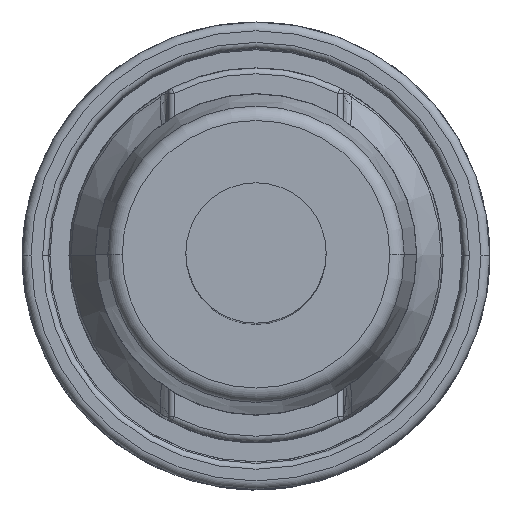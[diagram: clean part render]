
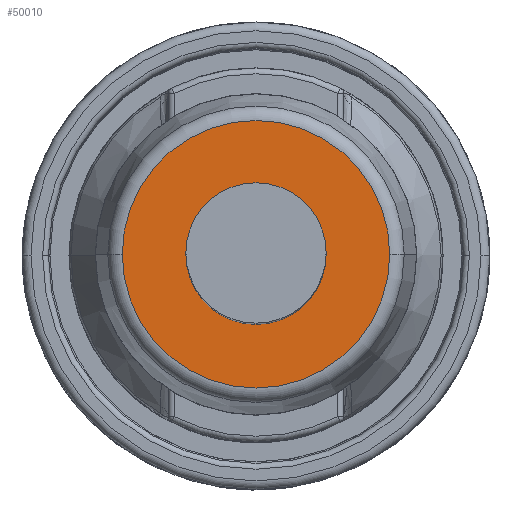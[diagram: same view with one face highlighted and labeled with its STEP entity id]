
A CAD part, top view. The second image highlights one B-rep face of the part: STEP entity #50010.
In plain terms, the highlighted planar face has unit normal (0, 0, 1).
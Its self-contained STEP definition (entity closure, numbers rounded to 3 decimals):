
#1408 = AXIS2_PLACEMENT_3D ( 'NONE', #44113, #42921, #67762 ) ;
#3080 = DIRECTION ( 'NONE',  ( 0., 0., 1. ) ) ;
#4048 = CIRCLE ( 'NONE', #53486, 2.4 ) ;
#5013 = DIRECTION ( 'NONE',  ( 0., 0., 1. ) ) ;
#6194 = DIRECTION ( 'NONE',  ( 0., 1., 0. ) ) ;
#7596 = DIRECTION ( 'NONE',  ( -1., 0., 0. ) ) ;
#7608 = CIRCLE ( 'NONE', #21885, 2.4 ) ;
#8103 = CARTESIAN_POINT ( 'NONE',  ( 0., 0., 39.9 ) ) ;
#9335 = ORIENTED_EDGE ( 'NONE', *, *, #48970, .T. ) ;
#11399 = CIRCLE ( 'NONE', #54352, 4.576 ) ;
#14912 = CARTESIAN_POINT ( 'NONE',  ( 0., 0., 39.9 ) ) ;
#18064 = CARTESIAN_POINT ( 'NONE',  ( 4.576, 0., 39.9 ) ) ;
#19538 = AXIS2_PLACEMENT_3D ( 'NONE', #8103, #32957, #20706 ) ;
#19841 = CARTESIAN_POINT ( 'NONE',  ( 0., 0., 39.9 ) ) ;
#20675 = CARTESIAN_POINT ( 'NONE',  ( 0., -2.4, 39.9 ) ) ;
#20706 = DIRECTION ( 'NONE',  ( -1., 0., 0. ) ) ;
#21885 = AXIS2_PLACEMENT_3D ( 'NONE', #19841, #38194, #74487 ) ;
#23460 = CARTESIAN_POINT ( 'NONE',  ( 0., 2.4, 39.9 ) ) ;
#24576 = PLANE ( 'NONE',  #1408 ) ;
#24712 = CIRCLE ( 'NONE', #19538, 4.576 ) ;
#25752 = ORIENTED_EDGE ( 'NONE', *, *, #37721, .F. ) ;
#32957 = DIRECTION ( 'NONE',  ( 0., 0., 1. ) ) ;
#36809 = FACE_BOUND ( 'NONE', #44524, .T. ) ;
#37721 = EDGE_CURVE ( 'NONE', #68608, #72076, #4048, .T. ) ;
#38194 = DIRECTION ( 'NONE',  ( 0., 0., 1. ) ) ;
#42921 = DIRECTION ( 'NONE',  ( 0., 0., -1. ) ) ;
#44113 = CARTESIAN_POINT ( 'NONE',  ( 0., 0., 39.9 ) ) ;
#44524 = EDGE_LOOP ( 'NONE', ( #25752, #54781 ) ) ;
#45737 = VERTEX_POINT ( 'NONE', #18064 ) ;
#48970 = EDGE_CURVE ( 'NONE', #45737, #71694, #24712, .T. ) ;
#50010 = ADVANCED_FACE ( 'NONE', ( #36809, #56770 ), #24576, .F. ) ;
#53486 = AXIS2_PLACEMENT_3D ( 'NONE', #60851, #5013, #6194 ) ;
#54352 = AXIS2_PLACEMENT_3D ( 'NONE', #14912, #3080, #7596 ) ;
#54781 = ORIENTED_EDGE ( 'NONE', *, *, #76609, .F. ) ;
#56770 = FACE_OUTER_BOUND ( 'NONE', #70947, .T. ) ;
#59638 = ORIENTED_EDGE ( 'NONE', *, *, #75455, .T. ) ;
#60851 = CARTESIAN_POINT ( 'NONE',  ( 0., 0., 39.9 ) ) ;
#67762 = DIRECTION ( 'NONE',  ( 0., -1., 0. ) ) ;
#68608 = VERTEX_POINT ( 'NONE', #20675 ) ;
#70947 = EDGE_LOOP ( 'NONE', ( #59638, #9335 ) ) ;
#71694 = VERTEX_POINT ( 'NONE', #72881 ) ;
#72076 = VERTEX_POINT ( 'NONE', #23460 ) ;
#72881 = CARTESIAN_POINT ( 'NONE',  ( -4.576, 0., 39.9 ) ) ;
#74487 = DIRECTION ( 'NONE',  ( 0., 1., 0. ) ) ;
#75455 = EDGE_CURVE ( 'NONE', #71694, #45737, #11399, .T. ) ;
#76609 = EDGE_CURVE ( 'NONE', #72076, #68608, #7608, .T. ) ;
